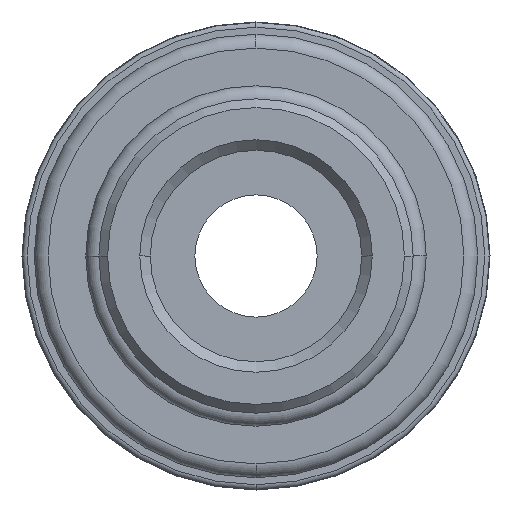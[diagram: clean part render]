
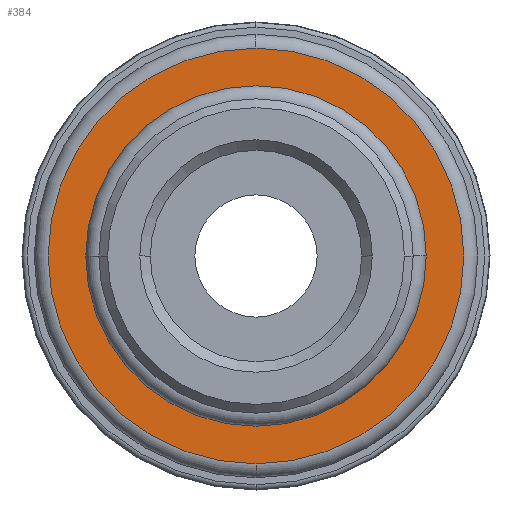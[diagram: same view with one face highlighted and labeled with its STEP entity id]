
A CAD part, front view. The second image highlights one B-rep face of the part: STEP entity #384.
In plain terms, the highlighted planar face has unit normal (0, -1, 0).
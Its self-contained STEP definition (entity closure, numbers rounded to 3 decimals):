
#384=ADVANCED_FACE('',(#785,#786),#787,.T.);
#785=FACE_BOUND('',#30221,.T.);
#786=FACE_OUTER_BOUND('',#30222,.T.);
#787=PLANE('',#30223);
#30221=EDGE_LOOP('',(#31229,#31230,#31231));
#30222=EDGE_LOOP('',(#31232,#31233,#31234));
#30223=AXIS2_PLACEMENT_3D('',#31235,#31236,#31237);
#31229=ORIENTED_EDGE('',*,*,#31496,.T.);
#31230=ORIENTED_EDGE('',*,*,#31525,.T.);
#31231=ORIENTED_EDGE('',*,*,#31497,.T.);
#31232=ORIENTED_EDGE('',*,*,#31541,.F.);
#31233=ORIENTED_EDGE('',*,*,#31540,.F.);
#31234=ORIENTED_EDGE('',*,*,#31619,.F.);
#31235=CARTESIAN_POINT('',(10.45,2.5,0.0));
#31236=DIRECTION('',(-0.0,-1.0,-0.0));
#31237=DIRECTION('',(-1.0,0.0,0.0));
#31496=EDGE_CURVE('',#32017,#32015,#32018,.T.);
#31497=EDGE_CURVE('',#32019,#32017,#32020,.T.);
#31525=EDGE_CURVE('',#32015,#32019,#32060,.T.);
#31540=EDGE_CURVE('',#32078,#32080,#32081,.T.);
#31541=EDGE_CURVE('',#32080,#32082,#32083,.T.);
#31619=EDGE_CURVE('',#32082,#32078,#32179,.T.);
#32015=VERTEX_POINT('',#32986);
#32017=VERTEX_POINT('',#32988);
#32018=CIRCLE('',#32989,9.75);
#32019=VERTEX_POINT('',#32990);
#32020=CIRCLE('',#32991,9.75);
#32060=CIRCLE('',#33058,9.75);
#32078=VERTEX_POINT('',#33087);
#32080=VERTEX_POINT('',#33089);
#32081=CIRCLE('',#33090,11.9);
#32082=VERTEX_POINT('',#33091);
#32083=CIRCLE('',#33092,11.9);
#32179=CIRCLE('',#33338,11.9);
#32986=CARTESIAN_POINT('',(9.75,2.5,0.));
#32988=CARTESIAN_POINT('',(0.,2.5,9.75));
#32989=AXIS2_PLACEMENT_3D('',#35952,#35953,#35954);
#32990=CARTESIAN_POINT('',(-9.75,2.5,0.));
#32991=AXIS2_PLACEMENT_3D('',#35955,#35956,#35957);
#33058=AXIS2_PLACEMENT_3D('',#36005,#36006,#36007);
#33087=CARTESIAN_POINT('',(0.,2.5,11.9));
#33089=CARTESIAN_POINT('',(11.9,2.5,0.0));
#33090=AXIS2_PLACEMENT_3D('',#36032,#36033,#36034);
#33091=CARTESIAN_POINT('',(0.,2.5,-11.9));
#33092=AXIS2_PLACEMENT_3D('',#36035,#36036,#36037);
#33338=AXIS2_PLACEMENT_3D('',#36149,#36150,#36151);
#35952=CARTESIAN_POINT('',(0.0,2.5,0.0));
#35953=DIRECTION('',(0.0,1.0,0.0));
#35954=DIRECTION('',(0.0,0.0,-1.0));
#35955=CARTESIAN_POINT('',(0.0,2.5,0.0));
#35956=DIRECTION('',(0.0,1.0,0.0));
#35957=DIRECTION('',(0.0,0.0,-1.0));
#36005=CARTESIAN_POINT('',(0.0,2.5,0.0));
#36006=DIRECTION('',(0.0,1.0,0.0));
#36007=DIRECTION('',(0.0,0.0,-1.0));
#36032=CARTESIAN_POINT('',(0.0,2.5,0.0));
#36033=DIRECTION('',(-0.0,1.0,0.0));
#36034=DIRECTION('',(1.0,0.0,0.0));
#36035=CARTESIAN_POINT('',(0.0,2.5,0.0));
#36036=DIRECTION('',(-0.0,1.0,0.0));
#36037=DIRECTION('',(1.0,0.0,0.0));
#36149=CARTESIAN_POINT('',(0.0,2.5,0.0));
#36150=DIRECTION('',(-0.0,1.0,0.0));
#36151=DIRECTION('',(1.0,0.0,0.0));
